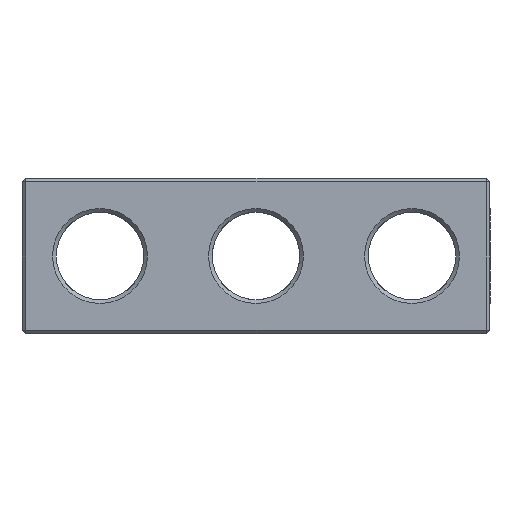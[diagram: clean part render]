
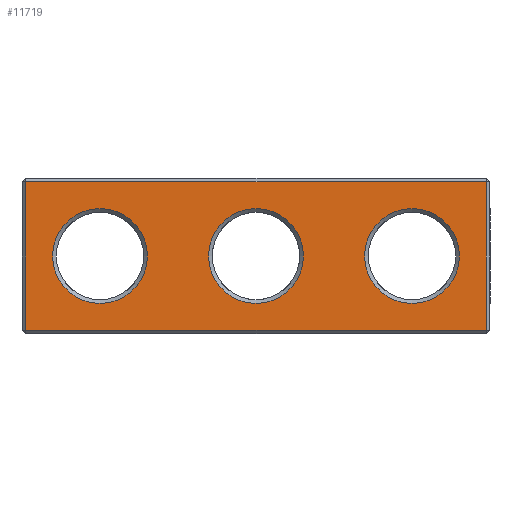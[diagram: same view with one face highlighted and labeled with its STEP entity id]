
A CAD part, front view. The second image highlights one B-rep face of the part: STEP entity #11719.
In plain terms, the highlighted planar face has unit normal (0, -1, 0).
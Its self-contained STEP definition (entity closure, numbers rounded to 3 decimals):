
#1293 = PLANE('',#1294);
#1294 = AXIS2_PLACEMENT_3D('',#1295,#1296,#1297);
#1295 = CARTESIAN_POINT('',(-18.75,-6.1,0.15));
#1296 = DIRECTION('',(0.,0.707,0.707));
#1297 = DIRECTION('',(1.,0.,0.));
#1797 = PLANE('',#1798);
#1798 = AXIS2_PLACEMENT_3D('',#1799,#1800,#1801);
#1799 = CARTESIAN_POINT('',(-18.75,-6.1,12.35));
#1800 = DIRECTION('',(0.,-0.707,0.707));
#1801 = DIRECTION('',(1.,0.,0.));
#4198 = PLANE('',#4199);
#4199 = AXIS2_PLACEMENT_3D('',#4200,#4201,#4202);
#4200 = CARTESIAN_POINT('',(-18.6,-6.1,0.));
#4201 = DIRECTION('',(-0.707,-0.707,0.));
#4202 = DIRECTION('',(0.,0.,1.));
#4560 = VERTEX_POINT('',#4561);
#4561 = CARTESIAN_POINT('',(-18.45,-6.25,0.3));
#4587 = EDGE_CURVE('',#4560,#4588,#4590,.T.);
#4588 = VERTEX_POINT('',#4589);
#4589 = CARTESIAN_POINT('',(18.45,-6.25,0.3));
#4590 = SURFACE_CURVE('',#4591,(#4595,#4602),.PCURVE_S1.);
#4591 = LINE('',#4592,#4593);
#4592 = CARTESIAN_POINT('',(-18.75,-6.25,0.3));
#4593 = VECTOR('',#4594,1.);
#4594 = DIRECTION('',(1.,0.,0.));
#4595 = PCURVE('',#1293,#4596);
#4596 = DEFINITIONAL_REPRESENTATION('',(#4597),#4601);
#4597 = LINE('',#4598,#4599);
#4598 = CARTESIAN_POINT('',(0.,-0.212));
#4599 = VECTOR('',#4600,1.);
#4600 = DIRECTION('',(1.,0.));
#4601 = ( GEOMETRIC_REPRESENTATION_CONTEXT(2) 
PARAMETRIC_REPRESENTATION_CONTEXT() REPRESENTATION_CONTEXT('2D SPACE',''
  ) );
#4602 = PCURVE('',#4603,#4608);
#4603 = PLANE('',#4604);
#4604 = AXIS2_PLACEMENT_3D('',#4605,#4606,#4607);
#4605 = CARTESIAN_POINT('',(-18.75,-6.25,0.));
#4606 = DIRECTION('',(0.,1.,0.));
#4607 = DIRECTION('',(1.,0.,0.));
#4608 = DEFINITIONAL_REPRESENTATION('',(#4609),#4613);
#4609 = LINE('',#4610,#4611);
#4610 = CARTESIAN_POINT('',(0.,-0.3));
#4611 = VECTOR('',#4612,1.);
#4612 = DIRECTION('',(1.,0.));
#4613 = ( GEOMETRIC_REPRESENTATION_CONTEXT(2) 
PARAMETRIC_REPRESENTATION_CONTEXT() REPRESENTATION_CONTEXT('2D SPACE',''
  ) );
#5457 = VERTEX_POINT('',#5458);
#5458 = CARTESIAN_POINT('',(-18.45,-6.25,12.2));
#5484 = EDGE_CURVE('',#5457,#5485,#5487,.T.);
#5485 = VERTEX_POINT('',#5486);
#5486 = CARTESIAN_POINT('',(18.45,-6.25,12.2));
#5487 = SURFACE_CURVE('',#5488,(#5492,#5499),.PCURVE_S1.);
#5488 = LINE('',#5489,#5490);
#5489 = CARTESIAN_POINT('',(-18.75,-6.25,12.2));
#5490 = VECTOR('',#5491,1.);
#5491 = DIRECTION('',(1.,0.,0.));
#5492 = PCURVE('',#1797,#5493);
#5493 = DEFINITIONAL_REPRESENTATION('',(#5494),#5498);
#5494 = LINE('',#5495,#5496);
#5495 = CARTESIAN_POINT('',(0.,-0.212));
#5496 = VECTOR('',#5497,1.);
#5497 = DIRECTION('',(1.,0.));
#5498 = ( GEOMETRIC_REPRESENTATION_CONTEXT(2) 
PARAMETRIC_REPRESENTATION_CONTEXT() REPRESENTATION_CONTEXT('2D SPACE',''
  ) );
#5499 = PCURVE('',#4603,#5500);
#5500 = DEFINITIONAL_REPRESENTATION('',(#5501),#5505);
#5501 = LINE('',#5502,#5503);
#5502 = CARTESIAN_POINT('',(0.,-12.2));
#5503 = VECTOR('',#5504,1.);
#5504 = DIRECTION('',(1.,0.));
#5505 = ( GEOMETRIC_REPRESENTATION_CONTEXT(2) 
PARAMETRIC_REPRESENTATION_CONTEXT() REPRESENTATION_CONTEXT('2D SPACE',''
  ) );
#10685 = EDGE_CURVE('',#4560,#5457,#10686,.T.);
#10686 = SURFACE_CURVE('',#10687,(#10691,#10698),.PCURVE_S1.);
#10687 = LINE('',#10688,#10689);
#10688 = CARTESIAN_POINT('',(-18.45,-6.25,0.));
#10689 = VECTOR('',#10690,1.);
#10690 = DIRECTION('',(0.,0.,1.));
#10691 = PCURVE('',#4198,#10692);
#10692 = DEFINITIONAL_REPRESENTATION('',(#10693),#10697);
#10693 = LINE('',#10694,#10695);
#10694 = CARTESIAN_POINT('',(0.,-0.212));
#10695 = VECTOR('',#10696,1.);
#10696 = DIRECTION('',(1.,0.));
#10697 = ( GEOMETRIC_REPRESENTATION_CONTEXT(2) 
PARAMETRIC_REPRESENTATION_CONTEXT() REPRESENTATION_CONTEXT('2D SPACE',''
  ) );
#10698 = PCURVE('',#4603,#10699);
#10699 = DEFINITIONAL_REPRESENTATION('',(#10700),#10704);
#10700 = LINE('',#10701,#10702);
#10701 = CARTESIAN_POINT('',(0.3,0.));
#10702 = VECTOR('',#10703,1.);
#10703 = DIRECTION('',(0.,-1.));
#10704 = ( GEOMETRIC_REPRESENTATION_CONTEXT(2) 
PARAMETRIC_REPRESENTATION_CONTEXT() REPRESENTATION_CONTEXT('2D SPACE',''
  ) );
#11719 = ADVANCED_FACE('',(#11720,#11751,#11782,#11813),#4603,.F.);
#11720 = FACE_BOUND('',#11721,.F.);
#11721 = EDGE_LOOP('',(#11722,#11723,#11724,#11750));
#11722 = ORIENTED_EDGE('',*,*,#10685,.T.);
#11723 = ORIENTED_EDGE('',*,*,#5484,.T.);
#11724 = ORIENTED_EDGE('',*,*,#11725,.F.);
#11725 = EDGE_CURVE('',#4588,#5485,#11726,.T.);
#11726 = SURFACE_CURVE('',#11727,(#11731,#11738),.PCURVE_S1.);
#11727 = LINE('',#11728,#11729);
#11728 = CARTESIAN_POINT('',(18.45,-6.25,0.));
#11729 = VECTOR('',#11730,1.);
#11730 = DIRECTION('',(0.,0.,1.));
#11731 = PCURVE('',#4603,#11732);
#11732 = DEFINITIONAL_REPRESENTATION('',(#11733),#11737);
#11733 = LINE('',#11734,#11735);
#11734 = CARTESIAN_POINT('',(37.2,0.));
#11735 = VECTOR('',#11736,1.);
#11736 = DIRECTION('',(0.,-1.));
#11737 = ( GEOMETRIC_REPRESENTATION_CONTEXT(2) 
PARAMETRIC_REPRESENTATION_CONTEXT() REPRESENTATION_CONTEXT('2D SPACE',''
  ) );
#11738 = PCURVE('',#11739,#11744);
#11739 = PLANE('',#11740);
#11740 = AXIS2_PLACEMENT_3D('',#11741,#11742,#11743);
#11741 = CARTESIAN_POINT('',(18.6,-6.1,0.));
#11742 = DIRECTION('',(0.707,-0.707,0.));
#11743 = DIRECTION('',(0.,0.,1.));
#11744 = DEFINITIONAL_REPRESENTATION('',(#11745),#11749);
#11745 = LINE('',#11746,#11747);
#11746 = CARTESIAN_POINT('',(0.,0.212));
#11747 = VECTOR('',#11748,1.);
#11748 = DIRECTION('',(1.,0.));
#11749 = ( GEOMETRIC_REPRESENTATION_CONTEXT(2) 
PARAMETRIC_REPRESENTATION_CONTEXT() REPRESENTATION_CONTEXT('2D SPACE',''
  ) );
#11750 = ORIENTED_EDGE('',*,*,#4587,.F.);
#11751 = FACE_BOUND('',#11752,.F.);
#11752 = EDGE_LOOP('',(#11753));
#11753 = ORIENTED_EDGE('',*,*,#11754,.F.);
#11754 = EDGE_CURVE('',#11755,#11755,#11757,.T.);
#11755 = VERTEX_POINT('',#11756);
#11756 = CARTESIAN_POINT('',(0.,-6.25,2.45));
#11757 = SURFACE_CURVE('',#11758,(#11763,#11770),.PCURVE_S1.);
#11758 = CIRCLE('',#11759,3.8);
#11759 = AXIS2_PLACEMENT_3D('',#11760,#11761,#11762);
#11760 = CARTESIAN_POINT('',(0.,-6.25,6.25));
#11761 = DIRECTION('',(0.,1.,0.));
#11762 = DIRECTION('',(0.,0.,-1.));
#11763 = PCURVE('',#4603,#11764);
#11764 = DEFINITIONAL_REPRESENTATION('',(#11765),#11769);
#11765 = CIRCLE('',#11766,3.8);
#11766 = AXIS2_PLACEMENT_2D('',#11767,#11768);
#11767 = CARTESIAN_POINT('',(18.75,-6.25));
#11768 = DIRECTION('',(0.,1.));
#11769 = ( GEOMETRIC_REPRESENTATION_CONTEXT(2) 
PARAMETRIC_REPRESENTATION_CONTEXT() REPRESENTATION_CONTEXT('2D SPACE',''
  ) );
#11770 = PCURVE('',#11771,#11776);
#11771 = CONICAL_SURFACE('',#11772,3.8,0.785);
#11772 = AXIS2_PLACEMENT_3D('',#11773,#11774,#11775);
#11773 = CARTESIAN_POINT('',(0.,-6.25,6.25));
#11774 = DIRECTION('',(0.,-1.,0.));
#11775 = DIRECTION('',(0.,0.,-1.));
#11776 = DEFINITIONAL_REPRESENTATION('',(#11777),#11781);
#11777 = LINE('',#11778,#11779);
#11778 = CARTESIAN_POINT('',(-0.,-0.));
#11779 = VECTOR('',#11780,1.);
#11780 = DIRECTION('',(-1.,-0.));
#11781 = ( GEOMETRIC_REPRESENTATION_CONTEXT(2) 
PARAMETRIC_REPRESENTATION_CONTEXT() REPRESENTATION_CONTEXT('2D SPACE',''
  ) );
#11782 = FACE_BOUND('',#11783,.F.);
#11783 = EDGE_LOOP('',(#11784));
#11784 = ORIENTED_EDGE('',*,*,#11785,.F.);
#11785 = EDGE_CURVE('',#11786,#11786,#11788,.T.);
#11786 = VERTEX_POINT('',#11787);
#11787 = CARTESIAN_POINT('',(-16.3,-6.25,6.25));
#11788 = SURFACE_CURVE('',#11789,(#11794,#11801),.PCURVE_S1.);
#11789 = CIRCLE('',#11790,3.8);
#11790 = AXIS2_PLACEMENT_3D('',#11791,#11792,#11793);
#11791 = CARTESIAN_POINT('',(-12.5,-6.25,6.25));
#11792 = DIRECTION('',(0.,1.,0.));
#11793 = DIRECTION('',(-1.,0.,0.));
#11794 = PCURVE('',#4603,#11795);
#11795 = DEFINITIONAL_REPRESENTATION('',(#11796),#11800);
#11796 = CIRCLE('',#11797,3.8);
#11797 = AXIS2_PLACEMENT_2D('',#11798,#11799);
#11798 = CARTESIAN_POINT('',(6.25,-6.25));
#11799 = DIRECTION('',(-1.,0.));
#11800 = ( GEOMETRIC_REPRESENTATION_CONTEXT(2) 
PARAMETRIC_REPRESENTATION_CONTEXT() REPRESENTATION_CONTEXT('2D SPACE',''
  ) );
#11801 = PCURVE('',#11802,#11807);
#11802 = CONICAL_SURFACE('',#11803,3.5,0.785);
#11803 = AXIS2_PLACEMENT_3D('',#11804,#11805,#11806);
#11804 = CARTESIAN_POINT('',(-12.5,-5.95,6.25));
#11805 = DIRECTION('',(0.,-1.,0.));
#11806 = DIRECTION('',(-1.,0.,0.));
#11807 = DEFINITIONAL_REPRESENTATION('',(#11808),#11812);
#11808 = LINE('',#11809,#11810);
#11809 = CARTESIAN_POINT('',(-0.,0.3));
#11810 = VECTOR('',#11811,1.);
#11811 = DIRECTION('',(-1.,0.));
#11812 = ( GEOMETRIC_REPRESENTATION_CONTEXT(2) 
PARAMETRIC_REPRESENTATION_CONTEXT() REPRESENTATION_CONTEXT('2D SPACE',''
  ) );
#11813 = FACE_BOUND('',#11814,.F.);
#11814 = EDGE_LOOP('',(#11815));
#11815 = ORIENTED_EDGE('',*,*,#11816,.T.);
#11816 = EDGE_CURVE('',#11817,#11817,#11819,.T.);
#11817 = VERTEX_POINT('',#11818);
#11818 = CARTESIAN_POINT('',(16.3,-6.25,6.25));
#11819 = SURFACE_CURVE('',#11820,(#11825,#11836),.PCURVE_S1.);
#11820 = CIRCLE('',#11821,3.8);
#11821 = AXIS2_PLACEMENT_3D('',#11822,#11823,#11824);
#11822 = CARTESIAN_POINT('',(12.5,-6.25,6.25));
#11823 = DIRECTION('',(0.,-1.,0.));
#11824 = DIRECTION('',(1.,0.,0.));
#11825 = PCURVE('',#4603,#11826);
#11826 = DEFINITIONAL_REPRESENTATION('',(#11827),#11835);
#11827 = ( BOUNDED_CURVE() B_SPLINE_CURVE(2,(#11828,#11829,#11830,#11831
    ,#11832,#11833,#11834),.UNSPECIFIED.,.T.,.F.) 
B_SPLINE_CURVE_WITH_KNOTS((1,2,2,2,2,1),(-2.094,0.,
    2.094,4.189,6.283,8.378),
.UNSPECIFIED.) CURVE() GEOMETRIC_REPRESENTATION_ITEM() 
RATIONAL_B_SPLINE_CURVE((1.,0.5,1.,0.5,1.,0.5,1.)) REPRESENTATION_ITEM(
  '') );
#11828 = CARTESIAN_POINT('',(35.05,-6.25));
#11829 = CARTESIAN_POINT('',(35.05,-12.832));
#11830 = CARTESIAN_POINT('',(29.35,-9.541));
#11831 = CARTESIAN_POINT('',(23.65,-6.25));
#11832 = CARTESIAN_POINT('',(29.35,-2.959));
#11833 = CARTESIAN_POINT('',(35.05,0.332));
#11834 = CARTESIAN_POINT('',(35.05,-6.25));
#11835 = ( GEOMETRIC_REPRESENTATION_CONTEXT(2) 
PARAMETRIC_REPRESENTATION_CONTEXT() REPRESENTATION_CONTEXT('2D SPACE',''
  ) );
#11836 = PCURVE('',#11837,#11842);
#11837 = CONICAL_SURFACE('',#11838,3.5,0.785);
#11838 = AXIS2_PLACEMENT_3D('',#11839,#11840,#11841);
#11839 = CARTESIAN_POINT('',(12.5,-5.95,6.25));
#11840 = DIRECTION('',(0.,-1.,0.));
#11841 = DIRECTION('',(1.,0.,0.));
#11842 = DEFINITIONAL_REPRESENTATION('',(#11843),#11847);
#11843 = LINE('',#11844,#11845);
#11844 = CARTESIAN_POINT('',(0.,0.3));
#11845 = VECTOR('',#11846,1.);
#11846 = DIRECTION('',(1.,0.));
#11847 = ( GEOMETRIC_REPRESENTATION_CONTEXT(2) 
PARAMETRIC_REPRESENTATION_CONTEXT() REPRESENTATION_CONTEXT('2D SPACE',''
  ) );
